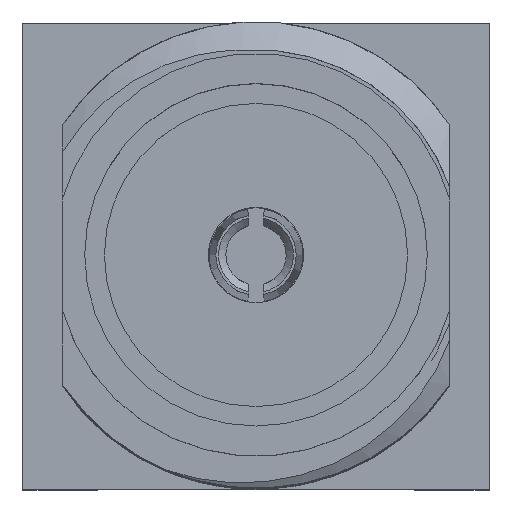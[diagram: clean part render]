
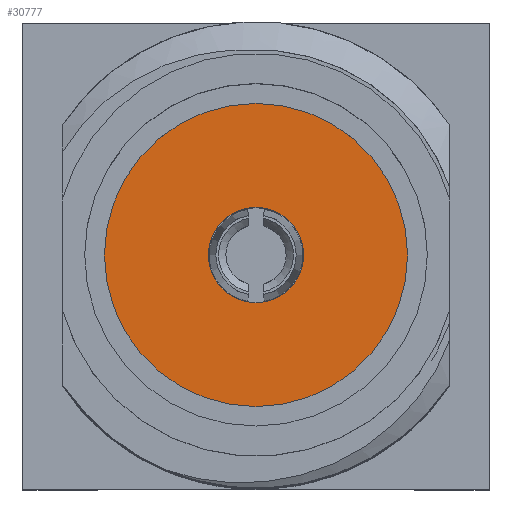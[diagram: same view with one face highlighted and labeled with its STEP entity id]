
A CAD part, top view. The second image highlights one B-rep face of the part: STEP entity #30777.
In plain terms, the highlighted planar face has unit normal (0, 0, 1).
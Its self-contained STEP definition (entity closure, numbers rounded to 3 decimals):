
#5177=CARTESIAN_POINT('',(0.,0.,10.418));
#5178=DIRECTION('',(0.,0.,1.));
#5179=DIRECTION('',(1.,0.,0.));
#5180=AXIS2_PLACEMENT_3D('',#5177,#5178,#5179);
#5185=CARTESIAN_POINT('',(0.,0.,10.418));
#5186=DIRECTION('',(0.,0.,1.));
#5187=DIRECTION('',(-1.,0.,0.));
#5188=AXIS2_PLACEMENT_3D('',#5185,#5186,#5187);
#5193=CARTESIAN_POINT('',(0.,0.,10.418));
#5194=DIRECTION('',(0.,0.,1.));
#5195=DIRECTION('',(1.,0.,0.));
#5196=AXIS2_PLACEMENT_3D('',#5193,#5194,#5195);
#5201=CARTESIAN_POINT('',(0.,0.,10.418));
#5202=DIRECTION('',(0.,0.,1.));
#5203=DIRECTION('',(-1.,0.,0.));
#5204=AXIS2_PLACEMENT_3D('',#5201,#5202,#5203);
#5643=CARTESIAN_POINT('',(2.064,0.,10.418));
#5644=CARTESIAN_POINT('',(-2.064,0.,10.418));
#5645=VERTEX_POINT('',#5643);
#5646=VERTEX_POINT('',#5644);
#5655=CARTESIAN_POINT('',(0.648,0.,10.418));
#5656=CARTESIAN_POINT('',(-0.648,0.,10.418));
#5657=VERTEX_POINT('',#5655);
#5658=VERTEX_POINT('',#5656);
#30762=CARTESIAN_POINT('',(0.,0.,10.418));
#30763=DIRECTION('',(0.,0.,1.));
#30764=DIRECTION('',(1.,0.,0.));
#30765=AXIS2_PLACEMENT_3D('',#30762,#30763,#30764);
#30766=PLANE('',#30765);
#30767=ORIENTED_EDGE('',*,*,#30742,.F.);
#30768=ORIENTED_EDGE('',*,*,#30756,.F.);
#30769=EDGE_LOOP('',(#30767,#30768));
#30770=FACE_OUTER_BOUND('',#30769,.F.);
#30772=ORIENTED_EDGE('',*,*,#30771,.T.);
#30774=ORIENTED_EDGE('',*,*,#30773,.T.);
#30775=EDGE_LOOP('',(#30772,#30774));
#30776=FACE_BOUND('',#30775,.F.);
#5181=CIRCLE('',#5180,2.064);
#5189=CIRCLE('',#5188,2.064);
#5197=CIRCLE('',#5196,0.648);
#5205=CIRCLE('',#5204,0.648);
#30742=EDGE_CURVE('',#5645,#5646,#5181,.T.);
#30756=EDGE_CURVE('',#5646,#5645,#5189,.T.);
#30771=EDGE_CURVE('',#5657,#5658,#5197,.T.);
#30773=EDGE_CURVE('',#5658,#5657,#5205,.T.);
#30777=ADVANCED_FACE('',(#30770,#30776),#30766,.T.);
